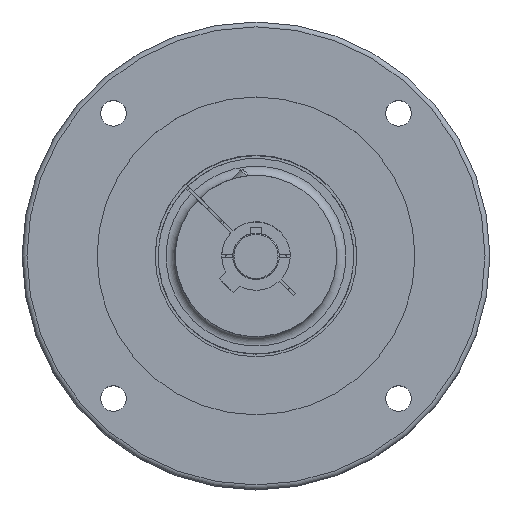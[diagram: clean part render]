
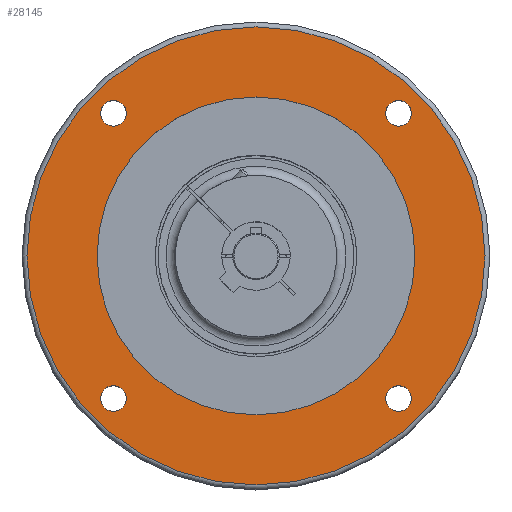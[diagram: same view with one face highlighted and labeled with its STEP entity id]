
A CAD part, top view. The second image highlights one B-rep face of the part: STEP entity #28145.
In plain terms, the highlighted planar face has unit normal (0, 0, 1).
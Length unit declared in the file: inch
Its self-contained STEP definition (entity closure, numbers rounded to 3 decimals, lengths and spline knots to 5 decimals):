
#1418 = CARTESIAN_POINT ( 'NONE',  ( -2.29671, 2.29671, 8.4876 ) ) ;
#1491 = CIRCLE ( 'NONE', #10342, 0.207 ) ;
#2704 = AXIS2_PLACEMENT_3D ( 'NONE', #34066, #7770, #25784 ) ;
#3202 = AXIS2_PLACEMENT_3D ( 'NONE', #33849, #12930, #7387 ) ;
#3240 = ORIENTED_EDGE ( 'NONE', *, *, #12492, .F. ) ;
#3676 = EDGE_CURVE ( 'NONE', #23413, #23413, #16637, .T. ) ;
#4185 = CARTESIAN_POINT ( 'NONE',  ( 2.56004, 0., 8.4876 ) ) ;
#4997 = FACE_BOUND ( 'NONE', #27146, .T. ) ;
#5237 = DIRECTION ( 'NONE',  ( 0., 0., 1. ) ) ;
#5760 = CARTESIAN_POINT ( 'NONE',  ( 2.29671, 2.29671, 8.4876 ) ) ;
#6779 = DIRECTION ( 'NONE',  ( 0., 0., 1. ) ) ;
#6787 = VERTEX_POINT ( 'NONE', #4185 ) ;
#7387 = DIRECTION ( 'NONE',  ( 1., 0., 0. ) ) ;
#7431 = FACE_OUTER_BOUND ( 'NONE', #10580, .T. ) ;
#7601 = FACE_BOUND ( 'NONE', #28440, .T. ) ;
#7770 = DIRECTION ( 'NONE',  ( 0., 0., 1. ) ) ;
#7925 = CARTESIAN_POINT ( 'NONE',  ( -2.08971, -2.29671, 8.4876 ) ) ;
#8352 = CARTESIAN_POINT ( 'NONE',  ( 3.68898, 0., 8.4876 ) ) ;
#9144 = CIRCLE ( 'NONE', #28479, 0.207 ) ;
#9438 = ORIENTED_EDGE ( 'NONE', *, *, #10740, .T. ) ;
#9929 = CARTESIAN_POINT ( 'NONE',  ( 2.50371, 2.29671, 8.4876 ) ) ;
#10342 = AXIS2_PLACEMENT_3D ( 'NONE', #19918, #28392, #15396 ) ;
#10505 = AXIS2_PLACEMENT_3D ( 'NONE', #14571, #6779, #25462 ) ;
#10580 = EDGE_LOOP ( 'NONE', ( #9438 ) ) ;
#10740 = EDGE_CURVE ( 'NONE', #21501, #21501, #27663, .T. ) ;
#11944 = VERTEX_POINT ( 'NONE', #27854 ) ;
#12156 = VERTEX_POINT ( 'NONE', #24796 ) ;
#12492 = EDGE_CURVE ( 'NONE', #12156, #12156, #9144, .T. ) ;
#12930 = DIRECTION ( 'NONE',  ( 0., 0., 1. ) ) ;
#14448 = EDGE_CURVE ( 'NONE', #6787, #6787, #34057, .T. ) ;
#14571 = CARTESIAN_POINT ( 'NONE',  ( 0., 0., 8.4876 ) ) ;
#15385 = DIRECTION ( 'NONE',  ( 0., 0., 1. ) ) ;
#15396 = DIRECTION ( 'NONE',  ( 1., 0., 0. ) ) ;
#15453 = EDGE_CURVE ( 'NONE', #23331, #23331, #1491, .T. ) ;
#15566 = FACE_BOUND ( 'NONE', #22205, .T. ) ;
#15936 = CIRCLE ( 'NONE', #3202, 0.207 ) ;
#16334 = EDGE_LOOP ( 'NONE', ( #3240 ) ) ;
#16637 = CIRCLE ( 'NONE', #19401, 0.207 ) ;
#18687 = FACE_BOUND ( 'NONE', #16334, .T. ) ;
#19401 = AXIS2_PLACEMENT_3D ( 'NONE', #5760, #5237, #20990 ) ;
#19918 = CARTESIAN_POINT ( 'NONE',  ( -2.29671, -2.29671, 8.4876 ) ) ;
#20977 = ORIENTED_EDGE ( 'NONE', *, *, #14448, .F. ) ;
#20990 = DIRECTION ( 'NONE',  ( 1., 0., 0. ) ) ;
#21269 = FACE_BOUND ( 'NONE', #32629, .T. ) ;
#21501 = VERTEX_POINT ( 'NONE', #8352 ) ;
#21551 = ORIENTED_EDGE ( 'NONE', *, *, #15453, .F. ) ;
#22170 = DIRECTION ( 'NONE',  ( 0., 0., 1. ) ) ;
#22202 = DIRECTION ( 'NONE',  ( 1., 0., 0. ) ) ;
#22205 = EDGE_LOOP ( 'NONE', ( #20977 ) ) ;
#22341 = CARTESIAN_POINT ( 'NONE',  ( 0., 0., 8.4876 ) ) ;
#23331 = VERTEX_POINT ( 'NONE', #7925 ) ;
#23413 = VERTEX_POINT ( 'NONE', #9929 ) ;
#23528 = PLANE ( 'NONE',  #2704 ) ;
#24796 = CARTESIAN_POINT ( 'NONE',  ( -2.08971, 2.29671, 8.4876 ) ) ;
#25462 = DIRECTION ( 'NONE',  ( 1., 0., 0. ) ) ;
#25784 = DIRECTION ( 'NONE',  ( 1., 0., 0. ) ) ;
#26914 = EDGE_CURVE ( 'NONE', #11944, #11944, #15936, .T. ) ;
#27146 = EDGE_LOOP ( 'NONE', ( #28493 ) ) ;
#27663 = CIRCLE ( 'NONE', #10505, 3.68898 ) ;
#27854 = CARTESIAN_POINT ( 'NONE',  ( 2.50371, -2.29671, 8.4876 ) ) ;
#28145 = ADVANCED_FACE ( 'NONE', ( #7431, #7601, #21269, #4997, #18687, #15566 ), #23528, .T. ) ;
#28392 = DIRECTION ( 'NONE',  ( 0., 0., 1. ) ) ;
#28440 = EDGE_LOOP ( 'NONE', ( #21551 ) ) ;
#28479 = AXIS2_PLACEMENT_3D ( 'NONE', #1418, #15385, #22202 ) ;
#28493 = ORIENTED_EDGE ( 'NONE', *, *, #3676, .F. ) ;
#29609 = DIRECTION ( 'NONE',  ( 1., 0., 0. ) ) ;
#30210 = AXIS2_PLACEMENT_3D ( 'NONE', #22341, #22170, #29609 ) ;
#32585 = ORIENTED_EDGE ( 'NONE', *, *, #26914, .F. ) ;
#32629 = EDGE_LOOP ( 'NONE', ( #32585 ) ) ;
#33849 = CARTESIAN_POINT ( 'NONE',  ( 2.29671, -2.29671, 8.4876 ) ) ;
#34057 = CIRCLE ( 'NONE', #30210, 2.56004 ) ;
#34066 = CARTESIAN_POINT ( 'NONE',  ( 0., 3.8125, 8.4876 ) ) ;
